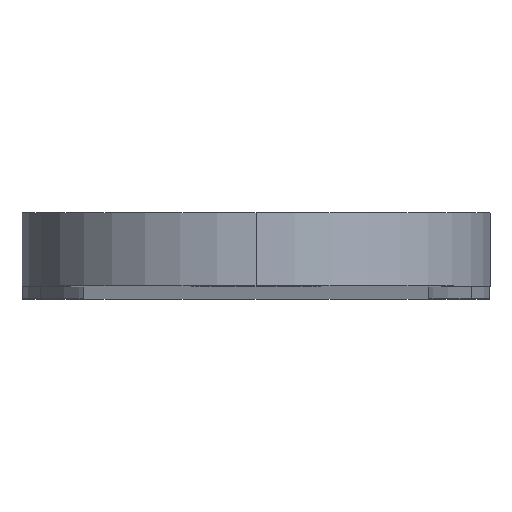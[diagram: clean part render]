
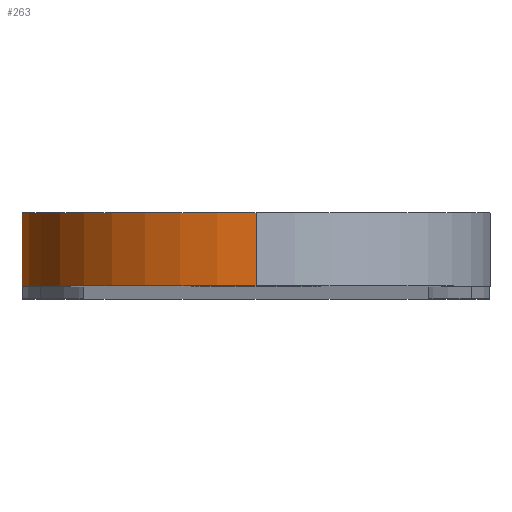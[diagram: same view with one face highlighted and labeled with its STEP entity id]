
A CAD part, top view. The second image highlights one B-rep face of the part: STEP entity #263.
In plain terms, the highlighted cylindrical face has radius 5.45 mm (diameter 10.9 mm), a partial arc.
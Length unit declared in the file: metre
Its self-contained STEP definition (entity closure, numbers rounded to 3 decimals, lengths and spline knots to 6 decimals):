
#14 = ORIENTED_EDGE ( 'NONE', *, *, #545, .T. ) ;
#22 = DIRECTION ( 'NONE',  ( 0., 1., 0. ) ) ;
#24 = VECTOR ( 'NONE', #49, 1. ) ;
#32 = VERTEX_POINT ( 'NONE', #45 ) ;
#45 = CARTESIAN_POINT ( 'NONE',  ( 0., 0., 0.00545 ) ) ;
#49 = DIRECTION ( 'NONE',  ( 0., 1., 0. ) ) ;
#50 = CARTESIAN_POINT ( 'NONE',  ( 0., 0.0017, 0.00545 ) ) ;
#63 = EDGE_CURVE ( 'NONE', #356, #539, #517, .T. ) ;
#68 = ORIENTED_EDGE ( 'NONE', *, *, #63, .F. ) ;
#82 = VECTOR ( 'NONE', #183, 1. ) ;
#127 = CARTESIAN_POINT ( 'NONE',  ( -0.005002, 0., -0.002165 ) ) ;
#161 = ORIENTED_EDGE ( 'NONE', *, *, #384, .F. ) ;
#183 = DIRECTION ( 'NONE',  ( 0., 1., 0. ) ) ;
#187 = CARTESIAN_POINT ( 'NONE',  ( -0.005002, 0., -0.002165 ) ) ;
#247 = EDGE_LOOP ( 'NONE', ( #575, #14, #161, #68 ) ) ;
#260 = AXIS2_PLACEMENT_3D ( 'NONE', #347, #345, #485 ) ;
#263 = ADVANCED_FACE ( 'NONE', ( #579 ), #338, .T. ) ;
#280 = EDGE_CURVE ( 'NONE', #356, #32, #428, .T. ) ;
#287 = CARTESIAN_POINT ( 'NONE',  ( 0., 0., 0. ) ) ;
#298 = DIRECTION ( 'NONE',  ( 0., 0., 1. ) ) ;
#303 = DIRECTION ( 'NONE',  ( 0., 1., 0. ) ) ;
#324 = AXIS2_PLACEMENT_3D ( 'NONE', #581, #303, #542 ) ;
#335 = CIRCLE ( 'NONE', #324, 0.00545 ) ;
#338 = CYLINDRICAL_SURFACE ( 'NONE', #391, 0.00545 ) ;
#345 = DIRECTION ( 'NONE',  ( 0., 1., 0. ) ) ;
#347 = CARTESIAN_POINT ( 'NONE',  ( 0., 0., 0. ) ) ;
#356 = VERTEX_POINT ( 'NONE', #127 ) ;
#371 = CARTESIAN_POINT ( 'NONE',  ( -0.005002, 0.0017, -0.002165 ) ) ;
#384 = EDGE_CURVE ( 'NONE', #539, #572, #335, .T. ) ;
#391 = AXIS2_PLACEMENT_3D ( 'NONE', #287, #22, #298 ) ;
#428 = CIRCLE ( 'NONE', #260, 0.00545 ) ;
#485 = DIRECTION ( 'NONE',  ( -0.918, 0., -0.397 ) ) ;
#517 = LINE ( 'NONE', #187, #24 ) ;
#539 = VERTEX_POINT ( 'NONE', #371 ) ;
#542 = DIRECTION ( 'NONE',  ( -0.918, 0., -0.397 ) ) ;
#545 = EDGE_CURVE ( 'NONE', #32, #572, #555, .T. ) ;
#555 = LINE ( 'NONE', #557, #82 ) ;
#557 = CARTESIAN_POINT ( 'NONE',  ( 0., 0., 0.00545 ) ) ;
#572 = VERTEX_POINT ( 'NONE', #50 ) ;
#575 = ORIENTED_EDGE ( 'NONE', *, *, #280, .T. ) ;
#579 = FACE_OUTER_BOUND ( 'NONE', #247, .T. ) ;
#581 = CARTESIAN_POINT ( 'NONE',  ( 0., 0.0017, 0. ) ) ;
